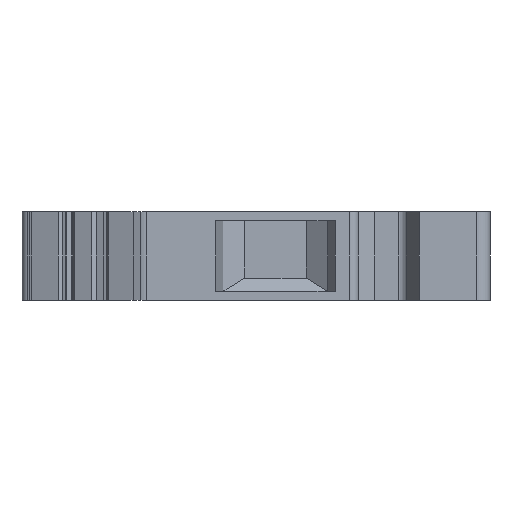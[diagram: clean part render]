
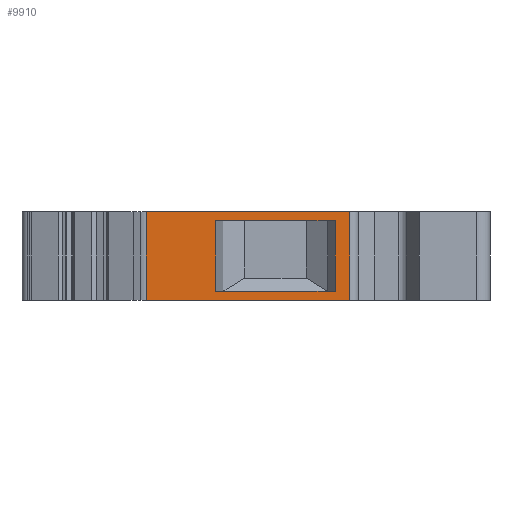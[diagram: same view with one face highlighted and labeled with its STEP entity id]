
A CAD part, left-side view. The second image highlights one B-rep face of the part: STEP entity #9910.
In plain terms, the highlighted planar face has unit normal (-1, 0, 0).
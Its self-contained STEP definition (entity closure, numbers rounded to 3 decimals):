
#9050=CARTESIAN_POINT('',(-22.,9.9,-10.));
#9060=VERTEX_POINT('',#9050);
#9090=CARTESIAN_POINT('',(-22.,9.9,0.));
#9100=DIRECTION('',(0.,0.,-1.));
#9110=VECTOR('',#9100,1.);
#9120=LINE('',#9090,#9110);
#9130=CARTESIAN_POINT('',(-22.,9.9,0.));
#9140=VERTEX_POINT('',#9130);
#9150=EDGE_CURVE('',#9140,#9060,#9120,.T.);
#9270=CARTESIAN_POINT('',(-22.,11.55,0.));
#9280=DIRECTION('',(-1.,0.,0.));
#9290=DIRECTION('',(0.,1.,0.));
#9300=AXIS2_PLACEMENT_3D('',#9270,#9280,#9290);
#9310=PLANE('',#9300);
#9320=CARTESIAN_POINT('',(-22.,-0.875,-1.));
#9330=DIRECTION('',(0.,1.,0.));
#9340=VECTOR('',#9330,1.);
#9350=LINE('',#9320,#9340);
#9360=CARTESIAN_POINT('',(-22.,11.55,-1.));
#9370=VERTEX_POINT('',#9360);
#9380=CARTESIAN_POINT('',(-22.,25.05,-1.));
#9390=VERTEX_POINT('',#9380);
#9400=EDGE_CURVE('',#9370,#9390,#9350,.T.);
#9410=ORIENTED_EDGE('',*,*,#9400,.F.);
#9420=CARTESIAN_POINT('',(-22.,25.05,0.));
#9430=DIRECTION('',(0.,0.,-1.));
#9440=VECTOR('',#9430,1.);
#9450=LINE('',#9420,#9440);
#9460=CARTESIAN_POINT('',(-22.,25.05,-9.));
#9470=VERTEX_POINT('',#9460);
#9480=EDGE_CURVE('',#9390,#9470,#9450,.T.);
#9490=ORIENTED_EDGE('',*,*,#9480,.F.);
#9500=CARTESIAN_POINT('',(-22.,-0.875,-9.));
#9510=DIRECTION('',(0.,1.,0.));
#9520=VECTOR('',#9510,1.);
#9530=LINE('',#9500,#9520);
#9540=CARTESIAN_POINT('',(-22.,11.55,-9.));
#9550=VERTEX_POINT('',#9540);
#9560=EDGE_CURVE('',#9550,#9470,#9530,.T.);
#9570=ORIENTED_EDGE('',*,*,#9560,.T.);
#9580=CARTESIAN_POINT('',(-22.,11.55,0.));
#9590=DIRECTION('',(0.,0.,1.));
#9600=VECTOR('',#9590,1.);
#9610=LINE('',#9580,#9600);
#9620=EDGE_CURVE('',#9550,#9370,#9610,.T.);
#9630=ORIENTED_EDGE('',*,*,#9620,.F.);
#9640=EDGE_LOOP('',(#9630,#9570,#9490,#9410));
#9650=FACE_BOUND('',#9640,.T.);
#9660=ORIENTED_EDGE('',*,*,#9150,.F.);
#9670=CARTESIAN_POINT('',(-22.,11.55,-10.));
#9680=DIRECTION('',(0.,-1.,0.));
#9690=VECTOR('',#9680,1.);
#9700=LINE('',#9670,#9690);
#9710=CARTESIAN_POINT('',(-22.,32.91,-10.));
#9720=VERTEX_POINT('',#9710);
#9730=EDGE_CURVE('',#9720,#9060,#9700,.T.);
#9740=ORIENTED_EDGE('',*,*,#9730,.T.);
#9750=CARTESIAN_POINT('',(-22.,32.91,0.));
#9760=DIRECTION('',(0.,0.,-1.));
#9770=VECTOR('',#9760,1.);
#9780=LINE('',#9750,#9770);
#9790=CARTESIAN_POINT('',(-22.,32.91,0.));
#9800=VERTEX_POINT('',#9790);
#9810=EDGE_CURVE('',#9800,#9720,#9780,.T.);
#9820=ORIENTED_EDGE('',*,*,#9810,.T.);
#9830=CARTESIAN_POINT('',(-22.,11.55,0.));
#9840=DIRECTION('',(0.,-1.,0.));
#9850=VECTOR('',#9840,1.);
#9860=LINE('',#9830,#9850);
#9870=EDGE_CURVE('',#9800,#9140,#9860,.T.);
#9880=ORIENTED_EDGE('',*,*,#9870,.F.);
#9890=EDGE_LOOP('',(#9880,#9820,#9740,#9660));
#9900=FACE_OUTER_BOUND('',#9890,.T.);
#9910=ADVANCED_FACE('',(#9650,#9900),#9310,.T.);
